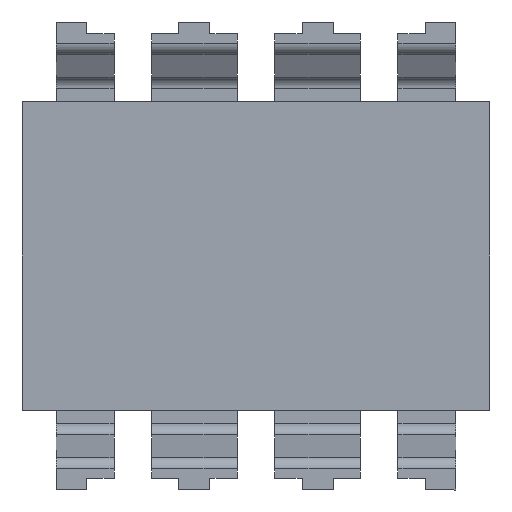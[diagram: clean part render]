
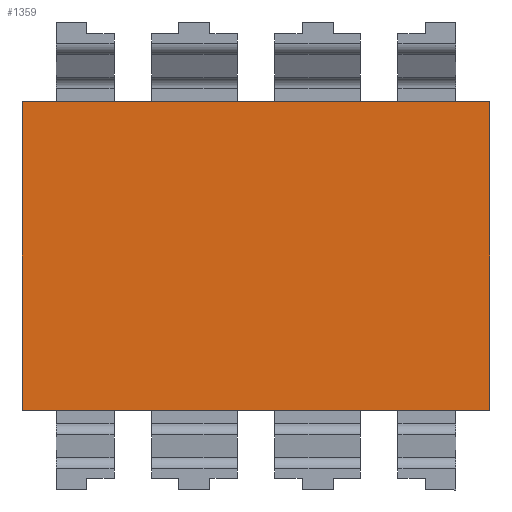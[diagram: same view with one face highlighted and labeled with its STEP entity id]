
A CAD part, front view. The second image highlights one B-rep face of the part: STEP entity #1359.
In plain terms, the highlighted planar face has unit normal (0, -1, 0).
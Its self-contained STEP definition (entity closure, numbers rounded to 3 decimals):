
#225 = LINE ( 'NONE', #226, #1146 ) ;
#226 = CARTESIAN_POINT ( 'NONE',  ( -4.83, 0., 3.18 ) ) ;
#227 = DIRECTION ( 'NONE',  ( -1., 0., 0. ) ) ;
#229 = LINE ( 'NONE', #230, #1147 ) ;
#230 = CARTESIAN_POINT ( 'NONE',  ( 4.83, 0., 3.18 ) ) ;
#231 = DIRECTION ( 'NONE',  ( 0., 0., 1. ) ) ;
#235 = LINE ( 'NONE', #236, #869 ) ;
#236 = CARTESIAN_POINT ( 'NONE',  ( -4.83, 0., -3.18 ) ) ;
#237 = DIRECTION ( 'NONE',  ( 1., 0., 0. ) ) ;
#241 = LINE ( 'NONE', #242, #871 ) ;
#242 = CARTESIAN_POINT ( 'NONE',  ( -4.83, 0., 3.18 ) ) ;
#243 = DIRECTION ( 'NONE',  ( 0., 0., -1. ) ) ;
#869 = VECTOR ( 'NONE', #237, 1000. ) ;
#871 = VECTOR ( 'NONE', #243, 1000. ) ;
#1146 = VECTOR ( 'NONE', #227, 1000. ) ;
#1147 = VECTOR ( 'NONE', #231, 1000. ) ;
#1359 = ADVANCED_FACE ( 'NONE', ( #5341 ), #5792, .T. ) ;
#2148 = ORIENTED_EDGE ( 'NONE', *, *, #4607, .T. ) ;
#2149 = ORIENTED_EDGE ( 'NONE', *, *, #4605, .T. ) ;
#2150 = ORIENTED_EDGE ( 'NONE', *, *, #4604, .T. ) ;
#2151 = ORIENTED_EDGE ( 'NONE', *, *, #4609, .T. ) ;
#2240 = VERTEX_POINT ( 'NONE', #3929 ) ;
#2247 = VERTEX_POINT ( 'NONE', #3936 ) ;
#2262 = VERTEX_POINT ( 'NONE', #3951 ) ;
#2269 = VERTEX_POINT ( 'NONE', #3958 ) ;
#3929 = CARTESIAN_POINT ( 'NONE',  ( 4.83, 0., -3.18 ) ) ;
#3936 = CARTESIAN_POINT ( 'NONE',  ( -4.83, 0., -3.18 ) ) ;
#3951 = CARTESIAN_POINT ( 'NONE',  ( 4.83, 0., 3.18 ) ) ;
#3958 = CARTESIAN_POINT ( 'NONE',  ( -4.83, 0., 3.18 ) ) ;
#4409 = EDGE_LOOP ( 'NONE', ( #2149, #2150, #2151, #2148 ) ) ;
#4604 = EDGE_CURVE ( 'NONE', #2262, #2269, #225, .T. ) ;
#4605 = EDGE_CURVE ( 'NONE', #2240, #2262, #229, .T. ) ;
#4607 = EDGE_CURVE ( 'NONE', #2247, #2240, #235, .T. ) ;
#4609 = EDGE_CURVE ( 'NONE', #2269, #2247, #241, .T. ) ;
#5243 = AXIS2_PLACEMENT_3D ( 'NONE', #5793, #5794, #5795 ) ;
#5341 = FACE_OUTER_BOUND ( 'NONE', #4409, .T. ) ;
#5792 = PLANE ( 'NONE',  #5243 ) ;
#5793 = CARTESIAN_POINT ( 'NONE',  ( -4.83, 0., 3.18 ) ) ;
#5794 = DIRECTION ( 'NONE',  ( 0., -1., 0. ) ) ;
#5795 = DIRECTION ( 'NONE',  ( 0., 0., -1. ) ) ;
